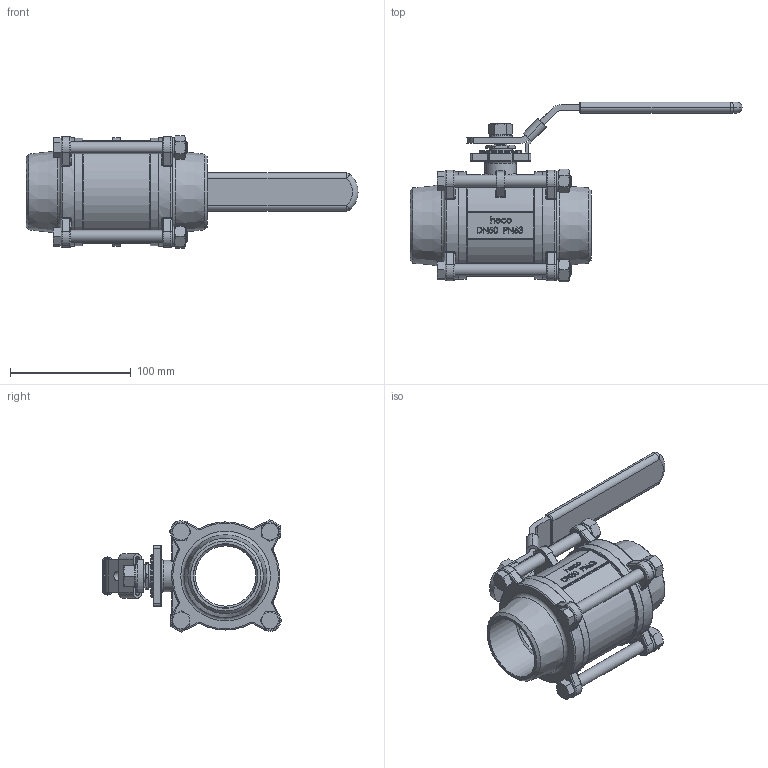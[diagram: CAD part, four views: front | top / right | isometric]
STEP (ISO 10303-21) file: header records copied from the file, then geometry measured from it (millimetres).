
FILE_DESCRIPTION (( 'STEP AP214' ), '1' );
FILE_NAME ('K3-200-000-4 Kugelhahn heco step214.STEP', '2012-11-26T12:54:52', ( 'test' ), ( '' ), 'SwSTEP 2.0', 'SolidWorks 2011', '' );
FILE_SCHEMA (( 'AUTOMOTIVE_DESIGN' ));
Length unit declared in the file: millimetre
Products named in the file (1): K3-200-000-4 Kugelhahn heco step214
Bounding box: 275 x 148.78 x 93.17 mm (x, y, z)
Volume: 568744.2 mm3; surface area: 119762.6 mm2
Topology: 1 solids, 1 shells, 1041 faces, 2538 edges, 1550 vertices
Faces by surface type: plane 384, bspline 235, cylinder 196, torus 104, cone 102, sphere 20
Full cylindrical faces by diameter (mm): 5 x4, 8 x1, 10 x8, 10.3 x10, 11 x1, 16.5 x4, 19 x1, 19.05 x1, 26 x1, 35 x1, 50 x1, 53 x2, 89 x2, 89.5 x2
Entity records: 55640 total; most frequent: CARTESIAN_POINT 21805, ORIENTED_EDGE 4850, DIRECTION 4068, EDGE_CURVE 2425, VERTEX_POINT 1526, AXIS2_PLACEMENT_3D 1485, EDGE_LOOP 1209, LINE 1098
